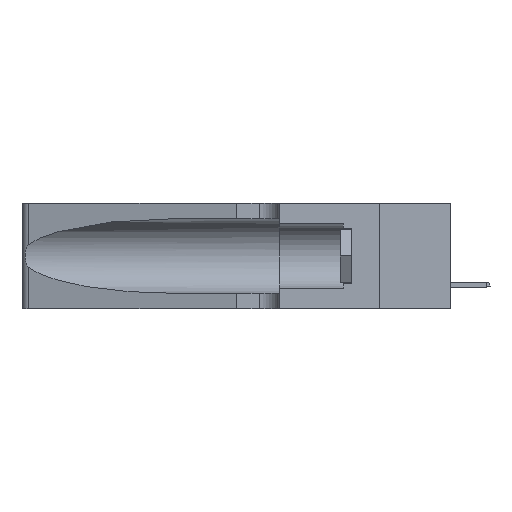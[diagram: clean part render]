
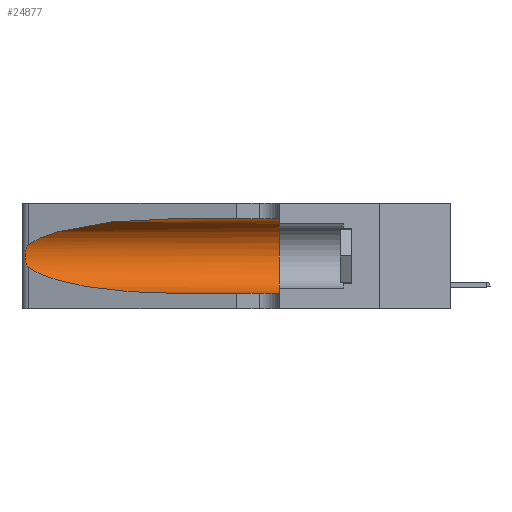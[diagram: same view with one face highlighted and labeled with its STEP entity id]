
A CAD part, left-side view. The second image highlights one B-rep face of the part: STEP entity #24877.
In plain terms, the highlighted cylindrical face has radius 3.308 mm (diameter 6.617 mm), a partial arc.
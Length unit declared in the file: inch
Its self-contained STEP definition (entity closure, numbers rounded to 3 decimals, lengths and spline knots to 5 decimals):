
#2050 = CARTESIAN_POINT ( 'NONE',  ( 0.1305, 0.72297, 0.05475 ) ) ;
#2318 = ORIENTED_EDGE ( 'NONE', *, *, #24079, .T. ) ;
#2902 = CARTESIAN_POINT ( 'NONE',  ( 0.25787, 1.23484, 0.2124 ) ) ;
#4815 = VERTEX_POINT ( 'NONE', #26418 ) ;
#5822 =( BOUNDED_CURVE ( )  B_SPLINE_CURVE ( 3, ( #26609, #25931, #22831, #16011 ),
 .UNSPECIFIED., .F., .T. ) 
 B_SPLINE_CURVE_WITH_KNOTS ( ( 4, 4 ),
 ( 3.44316, 4.71239 ),
 .UNSPECIFIED. ) 
 CURVE ( )  GEOMETRIC_REPRESENTATION_ITEM ( )  RATIONAL_B_SPLINE_CURVE ( ( 1., 0.87, 0.87, 1. ) ) 
 REPRESENTATION_ITEM ( '' )  );
#7162 = CARTESIAN_POINT ( 'NONE',  ( 0.18966, 0.96281, 0.31525 ) ) ;
#7404 = CYLINDRICAL_SURFACE ( 'NONE', #24783, 0.13025 ) ;
#7622 = CARTESIAN_POINT ( 'NONE',  ( 0.1305, 1.61858, 0.185 ) ) ;
#7946 = CARTESIAN_POINT ( 'NONE',  ( 0.25487, 1.22718, 0.14631 ) ) ;
#8574 = VERTEX_POINT ( 'NONE', #23851 ) ;
#9202 = DIRECTION ( 'NONE',  ( 0., 1., 0. ) ) ;
#9260 = VERTEX_POINT ( 'NONE', #34844 ) ;
#9527 = CARTESIAN_POINT ( 'NONE',  ( 0.25487, 1.22718, 0.22369 ) ) ;
#9558 = ORIENTED_EDGE ( 'NONE', *, *, #43747, .T. ) ;
#10691 = FACE_OUTER_BOUND ( 'NONE', #17870, .T. ) ;
#10885 = CARTESIAN_POINT ( 'NONE',  ( 0.25487, 1.22718, 0.22369 ) ) ;
#11244 = CARTESIAN_POINT ( 'NONE',  ( 0.25789, 1.23486, 0.15765 ) ) ;
#12951 = DIRECTION ( 'NONE',  ( 0., 0., 1. ) ) ;
#13132 = VECTOR ( 'NONE', #35870, 39.37008 ) ;
#13271 = CARTESIAN_POINT ( 'NONE',  ( 0.26075, 1.23896, 0.178 ) ) ;
#16011 = CARTESIAN_POINT ( 'NONE',  ( 0.1305, 0.72297, 0.05475 ) ) ;
#16837 = CARTESIAN_POINT ( 'NONE',  ( 0.25854, 1.2359, 0.20912 ) ) ;
#17676 = ORIENTED_EDGE ( 'NONE', *, *, #39837, .F. ) ;
#17841 = ORIENTED_EDGE ( 'NONE', *, *, #18004, .T. ) ;
#17870 = EDGE_LOOP ( 'NONE', ( #17841, #9558, #2318, #24936, #17676, #38706 ) ) ;
#17989 = CARTESIAN_POINT ( 'NONE',  ( 0.1305, 0.72297, 0.31525 ) ) ;
#18004 = EDGE_CURVE ( 'NONE', #9260, #8574, #34389, .T. ) ;
#18179 = EDGE_CURVE ( 'NONE', #31955, #22548, #42728, .T. ) ;
#18333 = B_SPLINE_CURVE_WITH_KNOTS ( 'NONE', 3,
 ( #9527, #43597, #23009, #2902, #16837, #36513, #19898, #13271, #40254, #36938, #11244, #34503, #41563, #7946 ),
 .UNSPECIFIED., .F., .F.,
 ( 4, 2, 2, 2, 2, 2, 4 ),
 ( 0., 0.00027, 0.00053, 0.00107, 0.0016, 0.00187, 0.00214 ),
 .UNSPECIFIED. ) ;
#19898 = CARTESIAN_POINT ( 'NONE',  ( 0.26075, 1.23896, 0.19203 ) ) ;
#22182 = VECTOR ( 'NONE', #22443, 39.37008 ) ;
#22233 = CARTESIAN_POINT ( 'NONE',  ( 0.1305, 1.61858, 0.31525 ) ) ;
#22443 = DIRECTION ( 'NONE',  ( 0., -1., 0. ) ) ;
#22548 = VERTEX_POINT ( 'NONE', #43704 ) ;
#22831 = CARTESIAN_POINT ( 'NONE',  ( 0.18966, 0.96281, 0.05475 ) ) ;
#23009 = CARTESIAN_POINT ( 'NONE',  ( 0.25639, 1.23184, 0.21858 ) ) ;
#23851 = CARTESIAN_POINT ( 'NONE',  ( 0.25487, 1.22718, 0.22369 ) ) ;
#24079 = EDGE_CURVE ( 'NONE', #42734, #31955, #5822, .T. ) ;
#24783 = AXIS2_PLACEMENT_3D ( 'NONE', #7622, #42755, #28368 ) ;
#24877 = ADVANCED_FACE ( 'NONE', ( #10691 ), #7404, .F. ) ;
#24936 = ORIENTED_EDGE ( 'NONE', *, *, #18179, .T. ) ;
#25931 = CARTESIAN_POINT ( 'NONE',  ( 0.2373, 1.15595, 0.08982 ) ) ;
#26418 = CARTESIAN_POINT ( 'NONE',  ( 0.1305, 0.35, 0.31525 ) ) ;
#26609 = CARTESIAN_POINT ( 'NONE',  ( 0.25487, 1.22718, 0.14631 ) ) ;
#27687 = CARTESIAN_POINT ( 'NONE',  ( 0.2373, 1.15595, 0.28018 ) ) ;
#28368 = DIRECTION ( 'NONE',  ( 0., 0., -1. ) ) ;
#28785 = CARTESIAN_POINT ( 'NONE',  ( 0.1305, 1.61858, 0.05475 ) ) ;
#30729 = CIRCLE ( 'NONE', #39202, 0.13025 ) ;
#31827 = CARTESIAN_POINT ( 'NONE',  ( 0.25487, 1.22718, 0.14631 ) ) ;
#31955 = VERTEX_POINT ( 'NONE', #2050 ) ;
#32651 = LINE ( 'NONE', #22233, #22182 ) ;
#34389 =( BOUNDED_CURVE ( )  B_SPLINE_CURVE ( 3, ( #17989, #7162, #27687, #10885 ),
 .UNSPECIFIED., .F., .T. ) 
 B_SPLINE_CURVE_WITH_KNOTS ( ( 4, 4 ),
 ( 1.5708, 2.84003 ),
 .UNSPECIFIED. ) 
 CURVE ( )  GEOMETRIC_REPRESENTATION_ITEM ( )  RATIONAL_B_SPLINE_CURVE ( ( 1., 0.87, 0.87, 1. ) ) 
 REPRESENTATION_ITEM ( '' )  );
#34503 = CARTESIAN_POINT ( 'NONE',  ( 0.25639, 1.23186, 0.15144 ) ) ;
#34844 = CARTESIAN_POINT ( 'NONE',  ( 0.1305, 0.72297, 0.31525 ) ) ;
#35870 = DIRECTION ( 'NONE',  ( 0., -1., 0. ) ) ;
#36513 = CARTESIAN_POINT ( 'NONE',  ( 0.26018, 1.23835, 0.19895 ) ) ;
#36938 = CARTESIAN_POINT ( 'NONE',  ( 0.25856, 1.23593, 0.16098 ) ) ;
#37279 = EDGE_CURVE ( 'NONE', #9260, #4815, #32651, .T. ) ;
#38706 = ORIENTED_EDGE ( 'NONE', *, *, #37279, .F. ) ;
#39202 = AXIS2_PLACEMENT_3D ( 'NONE', #43273, #9202, #12951 ) ;
#39837 = EDGE_CURVE ( 'NONE', #4815, #22548, #30729, .T. ) ;
#40254 = CARTESIAN_POINT ( 'NONE',  ( 0.26017, 1.23833, 0.17102 ) ) ;
#41563 = CARTESIAN_POINT ( 'NONE',  ( 0.25555, 1.22993, 0.14849 ) ) ;
#42728 = LINE ( 'NONE', #28785, #13132 ) ;
#42734 = VERTEX_POINT ( 'NONE', #31827 ) ;
#42755 = DIRECTION ( 'NONE',  ( 0., -1., 0. ) ) ;
#43273 = CARTESIAN_POINT ( 'NONE',  ( 0.1305, 0.35, 0.185 ) ) ;
#43597 = CARTESIAN_POINT ( 'NONE',  ( 0.25555, 1.22994, 0.2215 ) ) ;
#43704 = CARTESIAN_POINT ( 'NONE',  ( 0.1305, 0.35, 0.05475 ) ) ;
#43747 = EDGE_CURVE ( 'NONE', #8574, #42734, #18333, .T. ) ;
